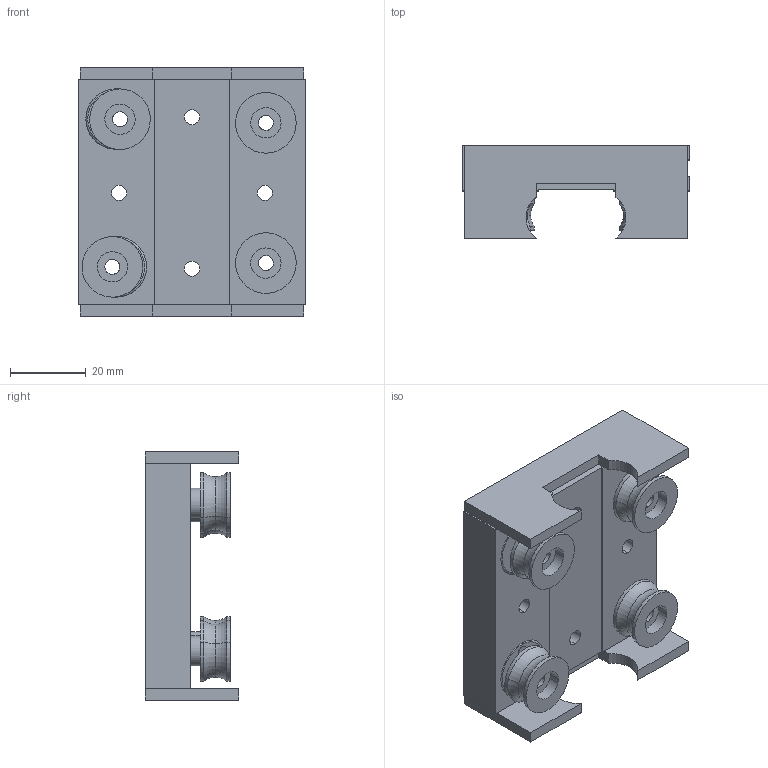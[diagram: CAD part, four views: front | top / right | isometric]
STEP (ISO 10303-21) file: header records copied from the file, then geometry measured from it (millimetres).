
FILE_DESCRIPTION (( 'STEP AP214' ), '1' );
FILE_NAME ('B670 Ðåëüñîâàÿ êàðåòêà OSGB 20.STEP', '2025-06-18T09:40:58', ( '' ), ( '' ), 'SwSTEP 2.0', 'SolidWorks 2025', '' );
FILE_SCHEMA (( 'AUTOMOTIVE_DESIGN' ));
Length unit declared in the file: millimetre
Products named in the file (6): B670 Корпус_00; B670 Заслонка_00; B670 Деталь для настройки смещения оси_00; B670 Рельсовая каретка OSGB 20; B670 Ролик_00; B670 Дистанционная втулка_00
Assembly tree (13 placements, depth 2):
  B670 Рельсовая каретка OSGB 20
    B670 Корпус_00
    B670 Деталь для настройки смещения оси_00  x2
    B670 Ролик_00  x4
    B670 Заслонка_00  x2
    B670 Дистанционная втулка_00  x4
Bounding box: 60 x 24.6 x 65.5 mm (x, y, z)
Volume: 50793.1 mm3; surface area: 25630.6 mm2
Topology: 17 solids, 17 shells, 200 faces, 442 edges, 284 vertices
Faces by surface type: cylinder 102, plane 74, torus 24
Entity records: 3183 total; most frequent: DIRECTION 543, CARTESIAN_POINT 474, ORIENTED_EDGE 442, EDGE_CURVE 221, AXIS2_PLACEMENT_3D 213, VERTEX_POINT 144, EDGE_LOOP 121, VECTOR 117
